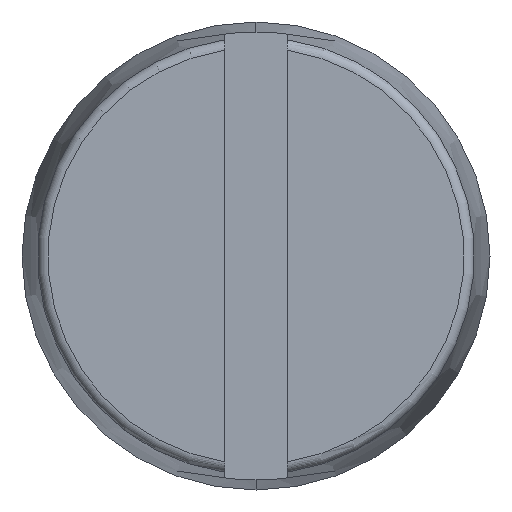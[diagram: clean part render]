
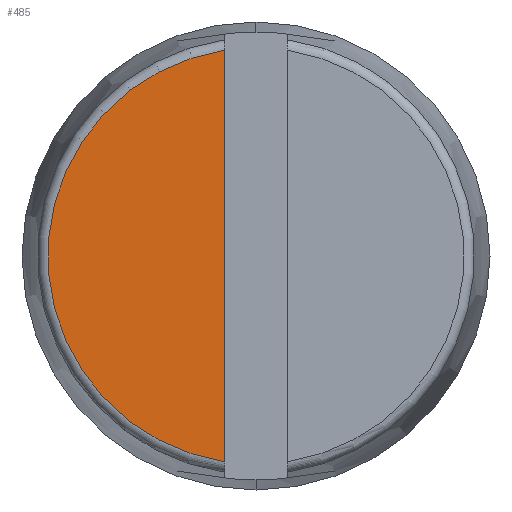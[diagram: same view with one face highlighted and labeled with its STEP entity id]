
A CAD part, left-side view. The second image highlights one B-rep face of the part: STEP entity #485.
In plain terms, the highlighted planar face has unit normal (-1, 0, 0).
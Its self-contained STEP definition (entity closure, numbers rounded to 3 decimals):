
#1 = DIRECTION ( 'NONE',  ( 0., 0., -1. ) ) ;
#38 = CARTESIAN_POINT ( 'NONE',  ( 0., 0.3, 2.25 ) ) ;
#71 = DIRECTION ( 'NONE',  ( -1., 0., 0. ) ) ;
#104 = CARTESIAN_POINT ( 'NONE',  ( 0., 0.3, -1.978 ) ) ;
#123 = CARTESIAN_POINT ( 'NONE',  ( 0., 0., 0. ) ) ;
#126 = VERTEX_POINT ( 'NONE', #174 ) ;
#141 = DIRECTION ( 'NONE',  ( 0., 0., 1. ) ) ;
#174 = CARTESIAN_POINT ( 'NONE',  ( 0., 0.3, 1.978 ) ) ;
#175 = PLANE ( 'NONE',  #192 ) ;
#186 = VERTEX_POINT ( 'NONE', #104 ) ;
#192 = AXIS2_PLACEMENT_3D ( 'NONE', #214, #71, #141 ) ;
#214 = CARTESIAN_POINT ( 'NONE',  ( 0., 0., 0. ) ) ;
#257 = FACE_OUTER_BOUND ( 'NONE', #425, .T. ) ;
#271 = ORIENTED_EDGE ( 'NONE', *, *, #368, .F. ) ;
#311 = EDGE_CURVE ( 'NONE', #126, #186, #455, .T. ) ;
#313 = AXIS2_PLACEMENT_3D ( 'NONE', #123, #417, #349 ) ;
#327 = ORIENTED_EDGE ( 'NONE', *, *, #311, .T. ) ;
#349 = DIRECTION ( 'NONE',  ( 0., 0., 1. ) ) ;
#368 = EDGE_CURVE ( 'NONE', #126, #186, #377, .T. ) ;
#377 = LINE ( 'NONE', #38, #416 ) ;
#416 = VECTOR ( 'NONE', #1, 1000. ) ;
#417 = DIRECTION ( 'NONE',  ( -1., 0., 0. ) ) ;
#425 = EDGE_LOOP ( 'NONE', ( #271, #327 ) ) ;
#455 = CIRCLE ( 'NONE', #313, 2.001 ) ;
#485 = ADVANCED_FACE ( 'NONE', ( #257 ), #175, .T. ) ;
